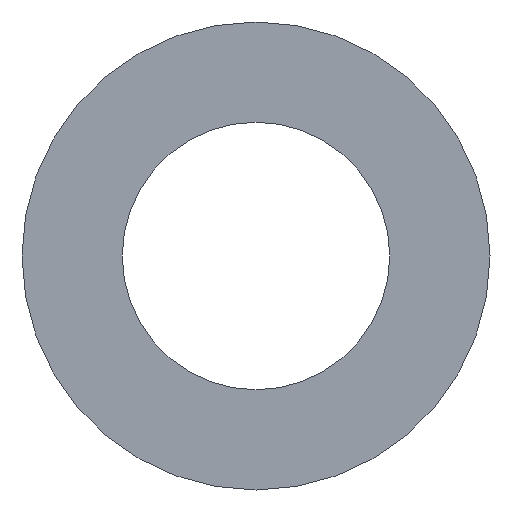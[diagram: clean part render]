
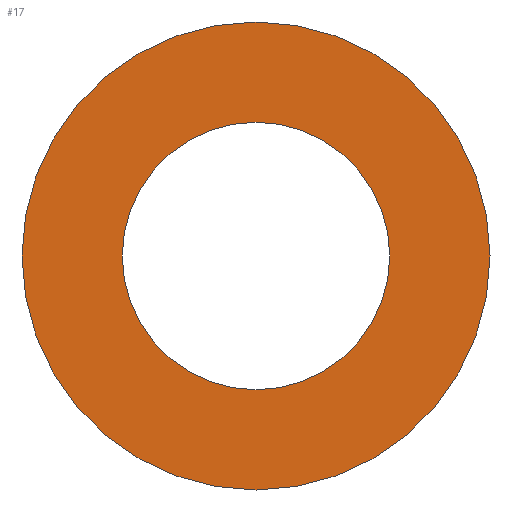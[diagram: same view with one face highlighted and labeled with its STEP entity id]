
A CAD part, front view. The second image highlights one B-rep face of the part: STEP entity #17.
In plain terms, the highlighted planar face has unit normal (0, -1, 0).
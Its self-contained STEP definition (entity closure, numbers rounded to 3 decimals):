
#1 = DIRECTION ( 'NONE',  ( 0., 0., 1. ) ) ;
#4 = DIRECTION ( 'NONE',  ( 0., 0., 1. ) ) ;
#17 = ADVANCED_FACE ( 'NONE', ( #165, #177 ), #112, .F. ) ;
#18 = VERTEX_POINT ( 'NONE', #59 ) ;
#23 = VERTEX_POINT ( 'NONE', #171 ) ;
#25 = AXIS2_PLACEMENT_3D ( 'NONE', #189, #114, #40 ) ;
#27 = DIRECTION ( 'NONE',  ( 0., 1., 0. ) ) ;
#40 = DIRECTION ( 'NONE',  ( 0., 0., 1. ) ) ;
#50 = AXIS2_PLACEMENT_3D ( 'NONE', #240, #27, #159 ) ;
#55 = DIRECTION ( 'NONE',  ( 0., 0., 1. ) ) ;
#59 = CARTESIAN_POINT ( 'NONE',  ( 0., 0., -3.5 ) ) ;
#63 = CARTESIAN_POINT ( 'NONE',  ( 0., 0., 3.5 ) ) ;
#71 = ORIENTED_EDGE ( 'NONE', *, *, #239, .T. ) ;
#77 = CARTESIAN_POINT ( 'NONE',  ( 0., 0., 0. ) ) ;
#79 = EDGE_CURVE ( 'NONE', #23, #242, #226, .T. ) ;
#94 = DIRECTION ( 'NONE',  ( 0., 1., 0. ) ) ;
#95 = DIRECTION ( 'NONE',  ( 0., 1., 0. ) ) ;
#101 = CIRCLE ( 'NONE', #144, 3.5 ) ;
#102 = CIRCLE ( 'NONE', #202, 2. ) ;
#112 = PLANE ( 'NONE',  #25 ) ;
#114 = DIRECTION ( 'NONE',  ( 0., 1., 0. ) ) ;
#128 = EDGE_CURVE ( 'NONE', #245, #18, #101, .T. ) ;
#141 = CARTESIAN_POINT ( 'NONE',  ( 0., 0., 0. ) ) ;
#143 = ORIENTED_EDGE ( 'NONE', *, *, #128, .F. ) ;
#144 = AXIS2_PLACEMENT_3D ( 'NONE', #155, #192, #55 ) ;
#155 = CARTESIAN_POINT ( 'NONE',  ( 0., 0., 0. ) ) ;
#159 = DIRECTION ( 'NONE',  ( 0., 0., 1. ) ) ;
#161 = CARTESIAN_POINT ( 'NONE',  ( 0., 0., -2. ) ) ;
#165 = FACE_OUTER_BOUND ( 'NONE', #233, .T. ) ;
#171 = CARTESIAN_POINT ( 'NONE',  ( 0., 0., 2. ) ) ;
#177 = FACE_BOUND ( 'NONE', #248, .T. ) ;
#189 = CARTESIAN_POINT ( 'NONE',  ( 0., 0., 0. ) ) ;
#192 = DIRECTION ( 'NONE',  ( 0., 1., 0. ) ) ;
#197 = EDGE_CURVE ( 'NONE', #18, #245, #230, .T. ) ;
#202 = AXIS2_PLACEMENT_3D ( 'NONE', #141, #95, #4 ) ;
#207 = ORIENTED_EDGE ( 'NONE', *, *, #197, .F. ) ;
#221 = ORIENTED_EDGE ( 'NONE', *, *, #79, .T. ) ;
#224 = AXIS2_PLACEMENT_3D ( 'NONE', #77, #94, #1 ) ;
#226 = CIRCLE ( 'NONE', #224, 2. ) ;
#230 = CIRCLE ( 'NONE', #50, 3.5 ) ;
#233 = EDGE_LOOP ( 'NONE', ( #207, #143 ) ) ;
#239 = EDGE_CURVE ( 'NONE', #242, #23, #102, .T. ) ;
#240 = CARTESIAN_POINT ( 'NONE',  ( 0., 0., 0. ) ) ;
#242 = VERTEX_POINT ( 'NONE', #161 ) ;
#245 = VERTEX_POINT ( 'NONE', #63 ) ;
#248 = EDGE_LOOP ( 'NONE', ( #71, #221 ) ) ;
